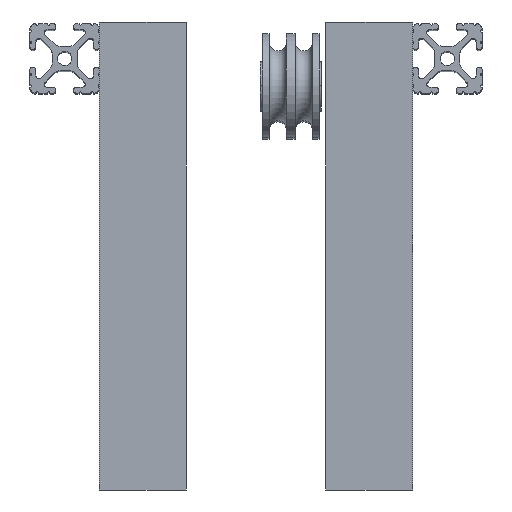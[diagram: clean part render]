
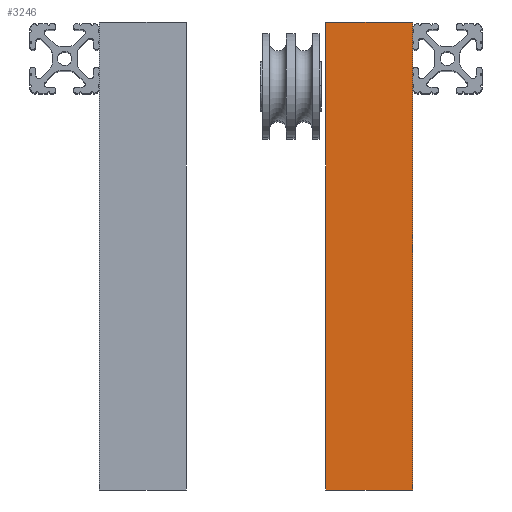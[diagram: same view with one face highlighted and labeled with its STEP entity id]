
A CAD part, top view. The second image highlights one B-rep face of the part: STEP entity #3246.
In plain terms, the highlighted planar face has unit normal (0, 0, 1).
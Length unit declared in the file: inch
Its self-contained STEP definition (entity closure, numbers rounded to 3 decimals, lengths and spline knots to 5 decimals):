
#301=FACE_OUTER_BOUND('',#484,.T.);
#484=EDGE_LOOP('',(#2855,#2856,#2857,#2858));
#742=LINE('',#5501,#1024);
#760=LINE('',#5558,#1042);
#761=LINE('',#5560,#1043);
#762=LINE('',#5561,#1044);
#1024=VECTOR('',#4494,0.3937);
#1042=VECTOR('',#4554,0.3937);
#1043=VECTOR('',#4557,0.3937);
#1044=VECTOR('',#4558,0.3937);
#1529=VERTEX_POINT('',#5498);
#1530=VERTEX_POINT('',#5500);
#1547=VERTEX_POINT('',#5554);
#1548=VERTEX_POINT('',#5556);
#1966=EDGE_CURVE('',#1529,#1530,#742,.T.);
#1994=EDGE_CURVE('',#1547,#1548,#760,.T.);
#1995=EDGE_CURVE('',#1529,#1547,#761,.T.);
#1996=EDGE_CURVE('',#1530,#1548,#762,.T.);
#2855=ORIENTED_EDGE('',*,*,#1995,.T.);
#2856=ORIENTED_EDGE('',*,*,#1994,.T.);
#2857=ORIENTED_EDGE('',*,*,#1996,.F.);
#2858=ORIENTED_EDGE('',*,*,#1966,.F.);
#3086=PLANE('',#3635);
#3246=ADVANCED_FACE('',(#301),#3086,.T.);
#3635=AXIS2_PLACEMENT_3D('',#5559,#4555,#4556);
#4494=DIRECTION('',(1.,0.,0.));
#4554=DIRECTION('',(1.,0.,0.));
#4555=DIRECTION('center_axis',(0.,0.,1.));
#4556=DIRECTION('ref_axis',(0.,-1.,0.));
#4557=DIRECTION('',(0.,-1.,0.));
#4558=DIRECTION('',(0.,-1.,0.));
#5498=CARTESIAN_POINT('',(1.,26.,22.));
#5500=CARTESIAN_POINT('',(2.25,26.,22.));
#5501=CARTESIAN_POINT('',(1.,26.,22.));
#5554=CARTESIAN_POINT('',(1.,19.27246,22.));
#5556=CARTESIAN_POINT('',(2.25,19.27246,22.));
#5558=CARTESIAN_POINT('',(1.,19.27246,22.));
#5559=CARTESIAN_POINT('Origin',(1.,26.,22.));
#5560=CARTESIAN_POINT('',(1.,26.,22.));
#5561=CARTESIAN_POINT('',(2.25,26.,22.));
